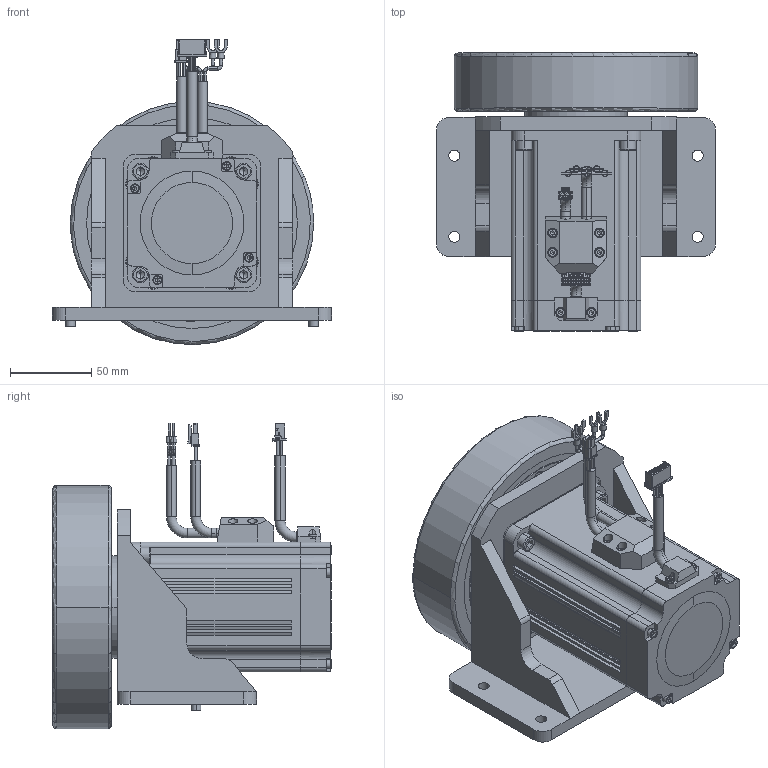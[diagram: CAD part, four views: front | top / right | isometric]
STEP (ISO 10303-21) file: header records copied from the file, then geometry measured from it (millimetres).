
FILE_DESCRIPTION((''),'2;1');
FILE_NAME('MSD150-10-040-20GSL-B_461117000','2023-12-01T15:34:01',('ms28140'),(''),'CREO PARAMETRIC BY PTC INC, 2018100','CREO PARAMETRIC BY PTC INC, 2018100','');
FILE_SCHEMA(('CONFIG_CONTROL_DESIGN'));
Length unit declared in the file: millimetre
Products named in the file (1): MSD150-10-040-20GSL-B_461117000
Bounding box: 172 x 171.6 x 188.23 mm (x, y, z)
Surface area: 259394 mm2 (no closed solid volume)
Topology: 0 solids, 90 shells, 1780 faces, 4686 edges, 3065 vertices
Faces by surface type: plane 1108, cylinder 436, cone 146, torus 86, sphere 4
Entity records: 55212 total; most frequent: CARTESIAN_POINT 10747, DIRECTION 9417, ORIENTED_EDGE 8733, EDGE_CURVE 4618, AXIS2_PLACEMENT_3D 3152, VECTOR 3113, LINE 3113, VERTEX_POINT 3065
